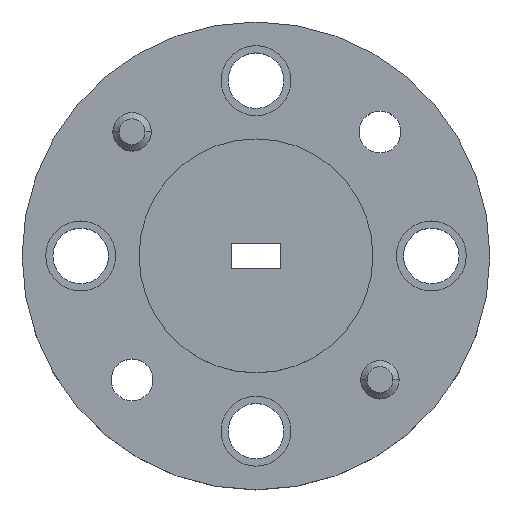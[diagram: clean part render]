
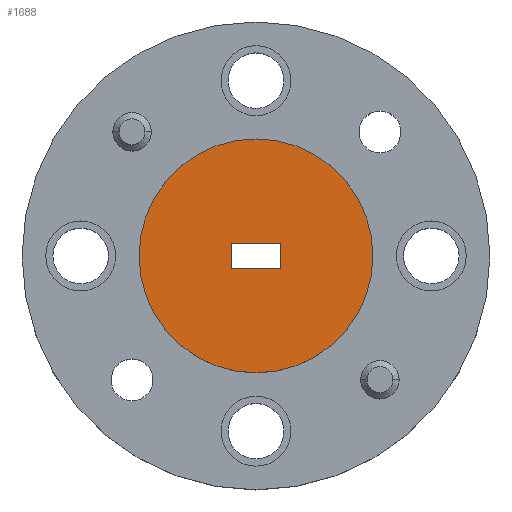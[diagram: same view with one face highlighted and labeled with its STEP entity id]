
A CAD part, top view. The second image highlights one B-rep face of the part: STEP entity #1688.
In plain terms, the highlighted planar face has unit normal (0, 0, 1).
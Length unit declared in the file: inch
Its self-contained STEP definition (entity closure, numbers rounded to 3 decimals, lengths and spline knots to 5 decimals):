
#9 = EDGE_CURVE ( 'NONE', #1755, #263, #2263, .T. ) ;
#27 = LINE ( 'NONE', #2077, #2180 ) ;
#44 = CIRCLE ( 'NONE', #2424, 0.1875 ) ;
#74 = LINE ( 'NONE', #250, #1662 ) ;
#125 = VECTOR ( 'NONE', #1561, 39.37008 ) ;
#200 = EDGE_LOOP ( 'NONE', ( #1203, #1910, #1163, #2289 ) ) ;
#207 = CARTESIAN_POINT ( 'NONE',  ( 0.04, 0.02, 0.037 ) ) ;
#238 = EDGE_CURVE ( 'NONE', #2405, #1258, #1749, .T. ) ;
#240 = AXIS2_PLACEMENT_3D ( 'NONE', #1602, #660, #1990 ) ;
#250 = CARTESIAN_POINT ( 'NONE',  ( 0.04, -0.02, 0.037 ) ) ;
#263 = VERTEX_POINT ( 'NONE', #2322 ) ;
#292 = VERTEX_POINT ( 'NONE', #207 ) ;
#298 = FACE_BOUND ( 'NONE', #200, .T. ) ;
#303 = EDGE_CURVE ( 'NONE', #1518, #292, #74, .T. ) ;
#305 = ORIENTED_EDGE ( 'NONE', *, *, #9, .T. ) ;
#309 = CARTESIAN_POINT ( 'NONE',  ( 0., 0., 0.037 ) ) ;
#336 = DIRECTION ( 'NONE',  ( 1., 0., 0. ) ) ;
#569 = EDGE_LOOP ( 'NONE', ( #305, #815 ) ) ;
#628 = EDGE_CURVE ( 'NONE', #292, #2405, #27, .T. ) ;
#660 = DIRECTION ( 'NONE',  ( 0., 0., 1. ) ) ;
#682 = PLANE ( 'NONE',  #1748 ) ;
#772 = DIRECTION ( 'NONE',  ( 0., -1., 0. ) ) ;
#815 = ORIENTED_EDGE ( 'NONE', *, *, #1529, .T. ) ;
#875 = CARTESIAN_POINT ( 'NONE',  ( -0.1875, 0., 0.037 ) ) ;
#1163 = ORIENTED_EDGE ( 'NONE', *, *, #238, .F. ) ;
#1176 = CARTESIAN_POINT ( 'NONE',  ( 0., 0., 0.037 ) ) ;
#1203 = ORIENTED_EDGE ( 'NONE', *, *, #303, .F. ) ;
#1205 = LINE ( 'NONE', #1968, #125 ) ;
#1258 = VERTEX_POINT ( 'NONE', #1284 ) ;
#1284 = CARTESIAN_POINT ( 'NONE',  ( -0.04, -0.02, 0.037 ) ) ;
#1337 = DIRECTION ( 'NONE',  ( 0., 1., 0. ) ) ;
#1362 = DIRECTION ( 'NONE',  ( 1., 0., 0. ) ) ;
#1387 = CARTESIAN_POINT ( 'NONE',  ( -0.04, -0.02, 0.037 ) ) ;
#1518 = VERTEX_POINT ( 'NONE', #1596 ) ;
#1529 = EDGE_CURVE ( 'NONE', #263, #1755, #44, .T. ) ;
#1555 = DIRECTION ( 'NONE',  ( -1., 0., 0. ) ) ;
#1561 = DIRECTION ( 'NONE',  ( 1., 0., 0. ) ) ;
#1596 = CARTESIAN_POINT ( 'NONE',  ( 0.04, -0.02, 0.037 ) ) ;
#1602 = CARTESIAN_POINT ( 'NONE',  ( 0., 0., 0.037 ) ) ;
#1662 = VECTOR ( 'NONE', #1337, 39.37008 ) ;
#1688 = ADVANCED_FACE ( 'NONE', ( #298, #2007 ), #682, .T. ) ;
#1748 = AXIS2_PLACEMENT_3D ( 'NONE', #309, #2044, #336 ) ;
#1749 = LINE ( 'NONE', #1387, #2140 ) ;
#1755 = VERTEX_POINT ( 'NONE', #875 ) ;
#1866 = CARTESIAN_POINT ( 'NONE',  ( -0.04, 0.02, 0.037 ) ) ;
#1910 = ORIENTED_EDGE ( 'NONE', *, *, #2005, .F. ) ;
#1932 = DIRECTION ( 'NONE',  ( 0., 0., 1. ) ) ;
#1968 = CARTESIAN_POINT ( 'NONE',  ( -0.04, -0.02, 0.037 ) ) ;
#1990 = DIRECTION ( 'NONE',  ( 1., 0., 0. ) ) ;
#2005 = EDGE_CURVE ( 'NONE', #1258, #1518, #1205, .T. ) ;
#2007 = FACE_OUTER_BOUND ( 'NONE', #569, .T. ) ;
#2044 = DIRECTION ( 'NONE',  ( 0., 0., 1. ) ) ;
#2077 = CARTESIAN_POINT ( 'NONE',  ( -0.04, 0.02, 0.037 ) ) ;
#2140 = VECTOR ( 'NONE', #772, 39.37008 ) ;
#2180 = VECTOR ( 'NONE', #1555, 39.37008 ) ;
#2263 = CIRCLE ( 'NONE', #240, 0.1875 ) ;
#2289 = ORIENTED_EDGE ( 'NONE', *, *, #628, .F. ) ;
#2322 = CARTESIAN_POINT ( 'NONE',  ( 0.1875, 0., 0.037 ) ) ;
#2405 = VERTEX_POINT ( 'NONE', #1866 ) ;
#2424 = AXIS2_PLACEMENT_3D ( 'NONE', #1176, #1932, #1362 ) ;
